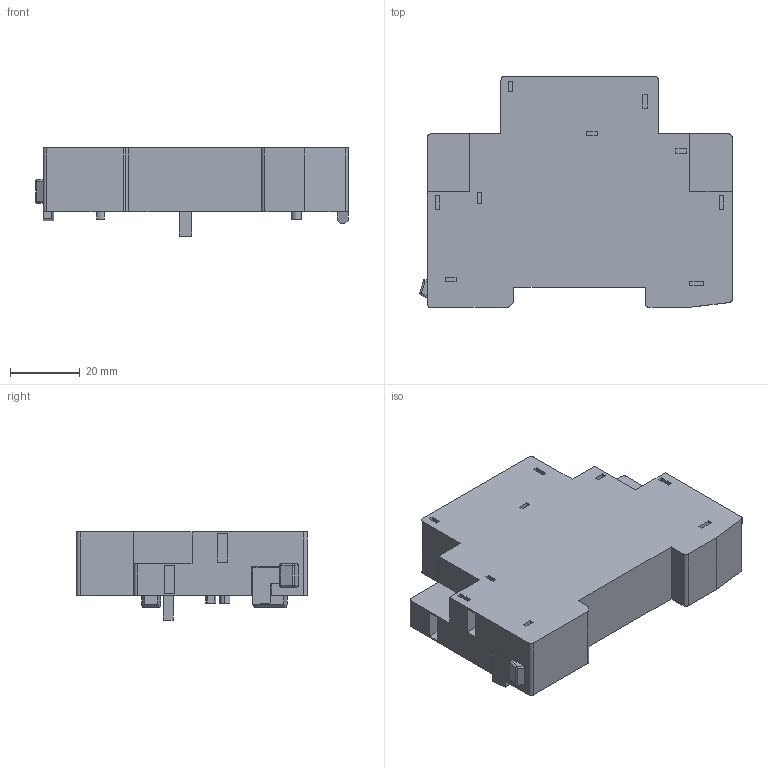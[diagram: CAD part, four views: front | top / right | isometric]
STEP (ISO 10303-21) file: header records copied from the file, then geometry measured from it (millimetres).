
FILE_DESCRIPTION((''),'2;1');
FILE_NAME('52390146P01','2025-05-27T',('li.xiao'),(''),'PRO/ENGINEER BY PARAMETRIC TECHNOLOGY CORPORATION, 2017170','PRO/ENGINEER BY PARAMETRIC TECHNOLOGY CORPORATION, 2017170','');
FILE_SCHEMA(('CONFIG_CONTROL_DESIGN'));
Length unit declared in the file: millimetre
Products named in the file (1): 52390146P01
Bounding box: 89.31 x 66 x 25.2 mm (x, y, z)
Volume: 81323.9 mm3; surface area: 19093.6 mm2
Topology: 1 solids, 2 shells, 342 faces, 881 edges, 581 vertices
Faces by surface type: plane 268, cylinder 70, sphere 4
Entity records: 10337 total; most frequent: CARTESIAN_POINT 1818, ORIENTED_EDGE 1762, DIRECTION 1701, EDGE_CURVE 881, VECTOR 741, LINE 741, VERTEX_POINT 581, AXIS2_PLACEMENT_3D 480
